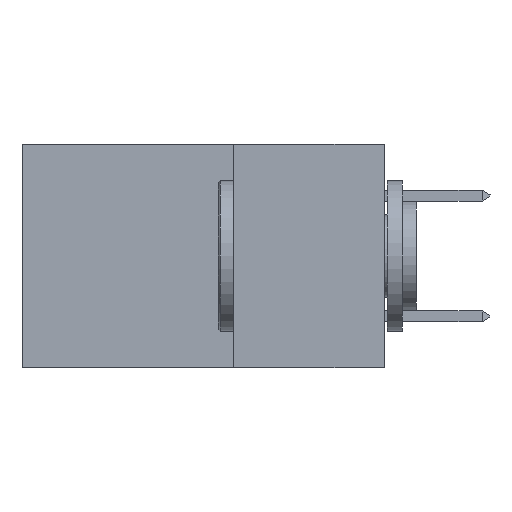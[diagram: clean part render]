
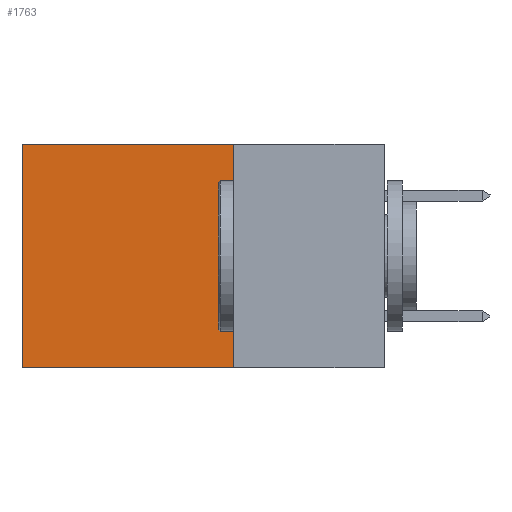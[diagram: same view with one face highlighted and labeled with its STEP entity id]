
A CAD part, left-side view. The second image highlights one B-rep face of the part: STEP entity #1763.
In plain terms, the highlighted planar face has unit normal (-1, 0, 0).
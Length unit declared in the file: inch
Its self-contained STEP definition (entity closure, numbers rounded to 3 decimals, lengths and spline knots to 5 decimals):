
#28 = ORIENTED_EDGE ( 'NONE', *, *, #1747, .F. ) ;
#1747 = EDGE_CURVE ( 'NONE', #2005, #20039, #27947, .T. ) ;
#1763 = ADVANCED_FACE ( 'NONE', ( #19011 ), #35551, .F. ) ;
#2005 = VERTEX_POINT ( 'NONE', #26700 ) ;
#2252 = CARTESIAN_POINT ( 'NONE',  ( 0.2875, 0.6, 0. ) ) ;
#2395 = VERTEX_POINT ( 'NONE', #5098 ) ;
#4331 = VECTOR ( 'NONE', #32509, 39.37008 ) ;
#5098 = CARTESIAN_POINT ( 'NONE',  ( 0.2875, 0.25, 0. ) ) ;
#5146 = CARTESIAN_POINT ( 'NONE',  ( 0.2875, 0.25, -0.37 ) ) ;
#5278 = DIRECTION ( 'NONE',  ( 1., 0., 0. ) ) ;
#10088 = VECTOR ( 'NONE', #15240, 39.37008 ) ;
#12884 = EDGE_CURVE ( 'NONE', #2395, #2005, #28704, .T. ) ;
#13599 = CARTESIAN_POINT ( 'NONE',  ( 0.2875, 0.6, -0.37 ) ) ;
#15240 = DIRECTION ( 'NONE',  ( 0., 1., 0. ) ) ;
#15698 = VECTOR ( 'NONE', #34215, 39.37008 ) ;
#16996 = EDGE_CURVE ( 'NONE', #34770, #20039, #40045, .T. ) ;
#17508 = ORIENTED_EDGE ( 'NONE', *, *, #16996, .T. ) ;
#19011 = FACE_OUTER_BOUND ( 'NONE', #19476, .T. ) ;
#19476 = EDGE_LOOP ( 'NONE', ( #17508, #28, #42106, #39416 ) ) ;
#19874 = AXIS2_PLACEMENT_3D ( 'NONE', #32177, #5278, #38876 ) ;
#20039 = VERTEX_POINT ( 'NONE', #13599 ) ;
#22813 = DIRECTION ( 'NONE',  ( 0., 0., -1. ) ) ;
#24628 = LINE ( 'NONE', #30858, #15698 ) ;
#26700 = CARTESIAN_POINT ( 'NONE',  ( 0.2875, 0.25, -0.37 ) ) ;
#27676 = EDGE_CURVE ( 'NONE', #2395, #34770, #24628, .T. ) ;
#27947 = LINE ( 'NONE', #5146, #10088 ) ;
#28704 = LINE ( 'NONE', #36177, #36616 ) ;
#30858 = CARTESIAN_POINT ( 'NONE',  ( 0.2875, 0.25, 0. ) ) ;
#32177 = CARTESIAN_POINT ( 'NONE',  ( 0.2875, 0.25, 0. ) ) ;
#32509 = DIRECTION ( 'NONE',  ( 0., 0., -1. ) ) ;
#34215 = DIRECTION ( 'NONE',  ( 0., 1., 0. ) ) ;
#34770 = VERTEX_POINT ( 'NONE', #39154 ) ;
#35551 = PLANE ( 'NONE',  #19874 ) ;
#36177 = CARTESIAN_POINT ( 'NONE',  ( 0.2875, 0.25, 0. ) ) ;
#36616 = VECTOR ( 'NONE', #22813, 39.37008 ) ;
#38876 = DIRECTION ( 'NONE',  ( 0., 0., -1. ) ) ;
#39154 = CARTESIAN_POINT ( 'NONE',  ( 0.2875, 0.6, 0. ) ) ;
#39416 = ORIENTED_EDGE ( 'NONE', *, *, #27676, .T. ) ;
#40045 = LINE ( 'NONE', #2252, #4331 ) ;
#42106 = ORIENTED_EDGE ( 'NONE', *, *, #12884, .F. ) ;
